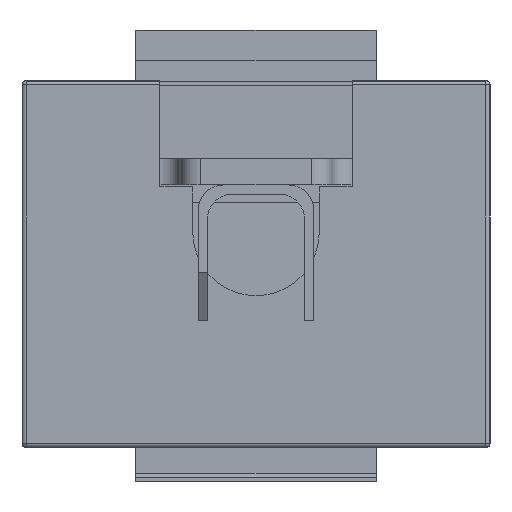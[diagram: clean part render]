
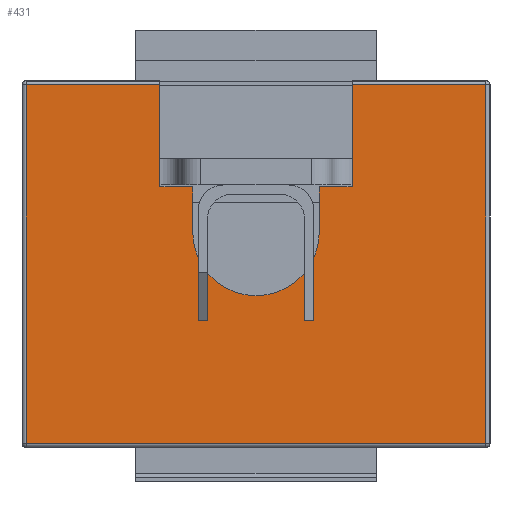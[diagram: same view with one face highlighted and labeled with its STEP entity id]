
A CAD part, front view. The second image highlights one B-rep face of the part: STEP entity #431.
In plain terms, the highlighted face is planar.
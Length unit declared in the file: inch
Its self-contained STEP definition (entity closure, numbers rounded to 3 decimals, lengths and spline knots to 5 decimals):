
#431 = ADVANCED_FACE ( 'NONE', ( #8976 ), #5378, .F. ) ;
#1275 = EDGE_CURVE ( 'NONE', #26733, #26734, #16342, .T. ) ;
#1277 = EDGE_CURVE ( 'NONE', #26733, #26739, #16345, .T. ) ;
#1278 = EDGE_CURVE ( 'NONE', #26739, #26740, #16341, .T. ) ;
#1280 = EDGE_CURVE ( 'NONE', #26740, #26741, #16350, .T. ) ;
#1282 = EDGE_CURVE ( 'NONE', #26741, #26742, #16353, .T. ) ;
#1284 = EDGE_CURVE ( 'NONE', #26742, #26743, #16356, .T. ) ;
#1286 = EDGE_CURVE ( 'NONE', #26738, #26743, #16358, .T. ) ;
#1288 = EDGE_CURVE ( 'NONE', #26707, #26738, #16361, .T. ) ;
#1290 = EDGE_CURVE ( 'NONE', #26737, #26707, #16364, .T. ) ;
#1292 = EDGE_CURVE ( 'NONE', #26727, #26737, #16366, .T. ) ;
#1294 = EDGE_CURVE ( 'NONE', #26744, #26727, #16369, .T. ) ;
#1295 = EDGE_CURVE ( 'NONE', #26734, #26744, #16363, .T. ) ;
#5363 = CARTESIAN_POINT ( 'NONE',  ( 0.45, 0.725, 0.4625 ) ) ;
#5378 = PLANE ( 'NONE',  #32172 ) ;
#5382 = DIRECTION ( 'NONE',  ( -1., 0., 0. ) ) ;
#5384 = DIRECTION ( 'NONE',  ( 0., 0., 1. ) ) ;
#7941 = ORIENTED_EDGE ( 'NONE', *, *, #1275, .F. ) ;
#7943 = ORIENTED_EDGE ( 'NONE', *, *, #1277, .T. ) ;
#7945 = ORIENTED_EDGE ( 'NONE', *, *, #1278, .T. ) ;
#7948 = ORIENTED_EDGE ( 'NONE', *, *, #1280, .T. ) ;
#7950 = ORIENTED_EDGE ( 'NONE', *, *, #1282, .T. ) ;
#7952 = ORIENTED_EDGE ( 'NONE', *, *, #1284, .T. ) ;
#7953 = ORIENTED_EDGE ( 'NONE', *, *, #1286, .F. ) ;
#7955 = ORIENTED_EDGE ( 'NONE', *, *, #1288, .F. ) ;
#7957 = ORIENTED_EDGE ( 'NONE', *, *, #1290, .F. ) ;
#7960 = ORIENTED_EDGE ( 'NONE', *, *, #1292, .F. ) ;
#7962 = ORIENTED_EDGE ( 'NONE', *, *, #1294, .F. ) ;
#7964 = ORIENTED_EDGE ( 'NONE', *, *, #1295, .F. ) ;
#8976 = FACE_OUTER_BOUND ( 'NONE', #29017, .T. ) ;
#11972 = CARTESIAN_POINT ( 'NONE',  ( 0.45, 0.21, 0.125 ) ) ;
#11992 = CARTESIAN_POINT ( 'NONE',  ( 0.45, 0.3, -0.125 ) ) ;
#11998 = CARTESIAN_POINT ( 'NONE',  ( 0.45, 0.008, -0.19 ) ) ;
#11999 = CARTESIAN_POINT ( 'NONE',  ( 0.45, 0.21, -0.19 ) ) ;
#12002 = CARTESIAN_POINT ( 'NONE',  ( 0.45, 0.3, 0.125 ) ) ;
#12003 = CARTESIAN_POINT ( 'NONE',  ( 0.45, 0.21, 0.19 ) ) ;
#12004 = CARTESIAN_POINT ( 'NONE',  ( 0.45, 0.008, -0.4545 ) ) ;
#12005 = CARTESIAN_POINT ( 'NONE',  ( 0.45, 0.717, -0.4545 ) ) ;
#12006 = CARTESIAN_POINT ( 'NONE',  ( 0.45, 0.717, 0.4545 ) ) ;
#12007 = CARTESIAN_POINT ( 'NONE',  ( 0.45, 0.008, 0.4545 ) ) ;
#12008 = CARTESIAN_POINT ( 'NONE',  ( 0.45, 0.008, 0.19 ) ) ;
#12009 = CARTESIAN_POINT ( 'NONE',  ( 0.45, 0.21, -0.125 ) ) ;
#16330 = VECTOR ( 'NONE', #31547, 39.37008 ) ;
#16331 = VECTOR ( 'NONE', #31701, 39.37008 ) ;
#16341 = LINE ( 'NONE', #31585, #16346 ) ;
#16342 = LINE ( 'NONE', #31546, #16330 ) ;
#16343 = VECTOR ( 'NONE', #31588, 39.37008 ) ;
#16344 = VECTOR ( 'NONE', #31630, 39.37008 ) ;
#16345 = LINE ( 'NONE', #31587, #16343 ) ;
#16346 = VECTOR ( 'NONE', #31548, 39.37008 ) ;
#16347 = VECTOR ( 'NONE', #31661, 39.37008 ) ;
#16349 = VECTOR ( 'NONE', #31713, 39.37008 ) ;
#16350 = LINE ( 'NONE', #31629, #16344 ) ;
#16352 = VECTOR ( 'NONE', #31707, 39.37008 ) ;
#16353 = LINE ( 'NONE', #31660, #16347 ) ;
#16356 = LINE ( 'NONE', #31700, #16331 ) ;
#16358 = LINE ( 'NONE', #31706, #16352 ) ;
#16360 = VECTOR ( 'NONE', #31719, 39.37008 ) ;
#16361 = LINE ( 'NONE', #31712, #16349 ) ;
#16363 = LINE ( 'NONE', #31730, #16371 ) ;
#16364 = LINE ( 'NONE', #31718, #16360 ) ;
#16366 = CIRCLE ( 'NONE', #34481, 0.125 ) ;
#16367 = VECTOR ( 'NONE', #31732, 39.37008 ) ;
#16369 = LINE ( 'NONE', #31731, #16367 ) ;
#16371 = VECTOR ( 'NONE', #31722, 39.37008 ) ;
#26707 = VERTEX_POINT ( 'NONE', #11972 ) ;
#26727 = VERTEX_POINT ( 'NONE', #11992 ) ;
#26733 = VERTEX_POINT ( 'NONE', #11998 ) ;
#26734 = VERTEX_POINT ( 'NONE', #11999 ) ;
#26737 = VERTEX_POINT ( 'NONE', #12002 ) ;
#26738 = VERTEX_POINT ( 'NONE', #12003 ) ;
#26739 = VERTEX_POINT ( 'NONE', #12004 ) ;
#26740 = VERTEX_POINT ( 'NONE', #12005 ) ;
#26741 = VERTEX_POINT ( 'NONE', #12006 ) ;
#26742 = VERTEX_POINT ( 'NONE', #12007 ) ;
#26743 = VERTEX_POINT ( 'NONE', #12008 ) ;
#26744 = VERTEX_POINT ( 'NONE', #12009 ) ;
#29017 = EDGE_LOOP ( 'NONE', ( #7941, #7943, #7945, #7948, #7950, #7952, #7953, #7955, #7957, #7960, #7962, #7964 ) ) ;
#31546 = CARTESIAN_POINT ( 'NONE',  ( 0.45, 0.21, -0.19 ) ) ;
#31547 = DIRECTION ( 'NONE',  ( 0., 1., 0. ) ) ;
#31548 = DIRECTION ( 'NONE',  ( 0., 1., 0. ) ) ;
#31585 = CARTESIAN_POINT ( 'NONE',  ( 0.45, 0.725, -0.4545 ) ) ;
#31587 = CARTESIAN_POINT ( 'NONE',  ( 0.45, 0.008, -0.4625 ) ) ;
#31588 = DIRECTION ( 'NONE',  ( 0., 0., -1. ) ) ;
#31629 = CARTESIAN_POINT ( 'NONE',  ( 0.45, 0.717, 0.4625 ) ) ;
#31630 = DIRECTION ( 'NONE',  ( 0., 0., 1. ) ) ;
#31660 = CARTESIAN_POINT ( 'NONE',  ( 0.45, 0.725, 0.4545 ) ) ;
#31661 = DIRECTION ( 'NONE',  ( 0., -1., 0. ) ) ;
#31700 = CARTESIAN_POINT ( 'NONE',  ( 0.45, 0.008, 0.19 ) ) ;
#31701 = DIRECTION ( 'NONE',  ( 0., 0., -1. ) ) ;
#31706 = CARTESIAN_POINT ( 'NONE',  ( 0.45, 0., 0.19 ) ) ;
#31707 = DIRECTION ( 'NONE',  ( 0., -1., 0. ) ) ;
#31712 = CARTESIAN_POINT ( 'NONE',  ( 0.45, 0.21, 0.19 ) ) ;
#31713 = DIRECTION ( 'NONE',  ( 0., 0., 1. ) ) ;
#31718 = CARTESIAN_POINT ( 'NONE',  ( 0.45, 0.3, 0.125 ) ) ;
#31719 = DIRECTION ( 'NONE',  ( 0., -1., 0. ) ) ;
#31722 = DIRECTION ( 'NONE',  ( 0., 0., 1. ) ) ;
#31725 = CARTESIAN_POINT ( 'NONE',  ( 0.45, 0.3, 0. ) ) ;
#31726 = DIRECTION ( 'NONE',  ( 1., 0., 0. ) ) ;
#31727 = DIRECTION ( 'NONE',  ( 0., 0., -1. ) ) ;
#31730 = CARTESIAN_POINT ( 'NONE',  ( 0.45, 0.21, -0.125 ) ) ;
#31731 = CARTESIAN_POINT ( 'NONE',  ( 0.45, 0.3, -0.125 ) ) ;
#31732 = DIRECTION ( 'NONE',  ( 0., 1., 0. ) ) ;
#32172 = AXIS2_PLACEMENT_3D ( 'NONE', #5363, #5382, #5384 ) ;
#34481 = AXIS2_PLACEMENT_3D ( 'NONE', #31725, #31726, #31727 ) ;
